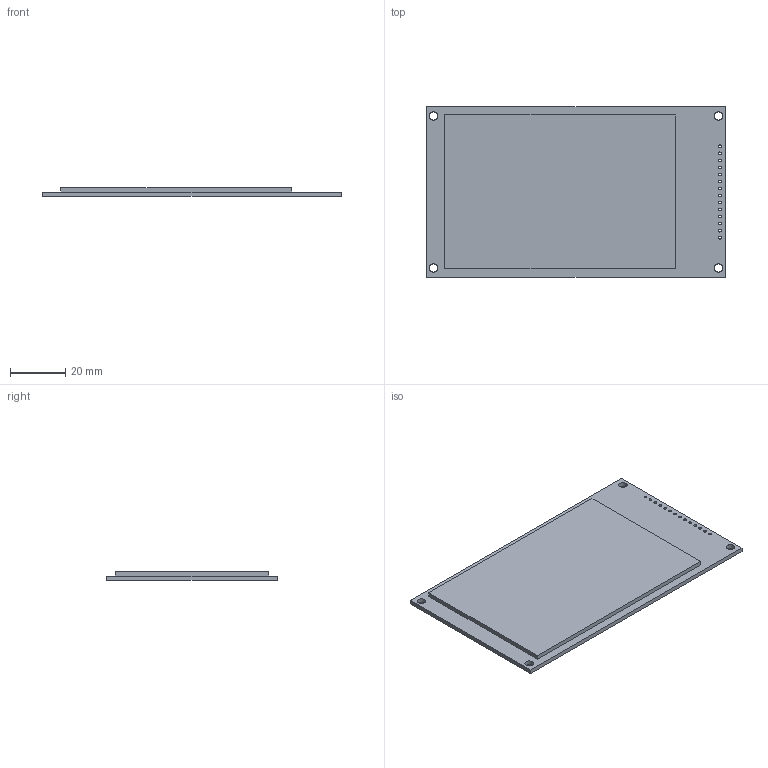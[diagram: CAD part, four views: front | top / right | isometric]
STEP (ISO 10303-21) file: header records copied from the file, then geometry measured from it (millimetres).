
FILE_DESCRIPTION(/* description */ (''),/* implementation_level */ '2;1');
FILE_NAME(/* name */ '4-LCD-Rough-v2.step',/* time_stamp */ '2020-09-11T12:17:34-06:00',/* author */ (''),/* organization */ (''),/* preprocessor_version */ 'ST-DEVELOPER v18.1',/* originating_system */ 'Autodesk Translation Framework v9.3.0.1241',/* authorisation */ '');
FILE_SCHEMA (('AUTOMOTIVE_DESIGN { 1 0 10303 214 3 1 1 }'));
Length unit declared in the file: millimetre
Products named in the file (1): 4" LCD Rough
Bounding box: 108.04 x 61.74 x 3.2 mm (x, y, z)
Volume: 18050.4 mm3; surface area: 14381.7 mm2
Topology: 1 solids, 1 shells, 29 faces, 78 edges, 52 vertices
Faces by surface type: cylinder 18, plane 11
Full cylindrical faces by diameter (mm): 1 x14, 3 x4
Entity records: 1048 total; most frequent: DIRECTION 174, CARTESIAN_POINT 160, ORIENTED_EDGE 156, EDGE_CURVE 78, EDGE_LOOP 66, AXIS2_PLACEMENT_3D 66, VERTEX_POINT 52, LINE 42
